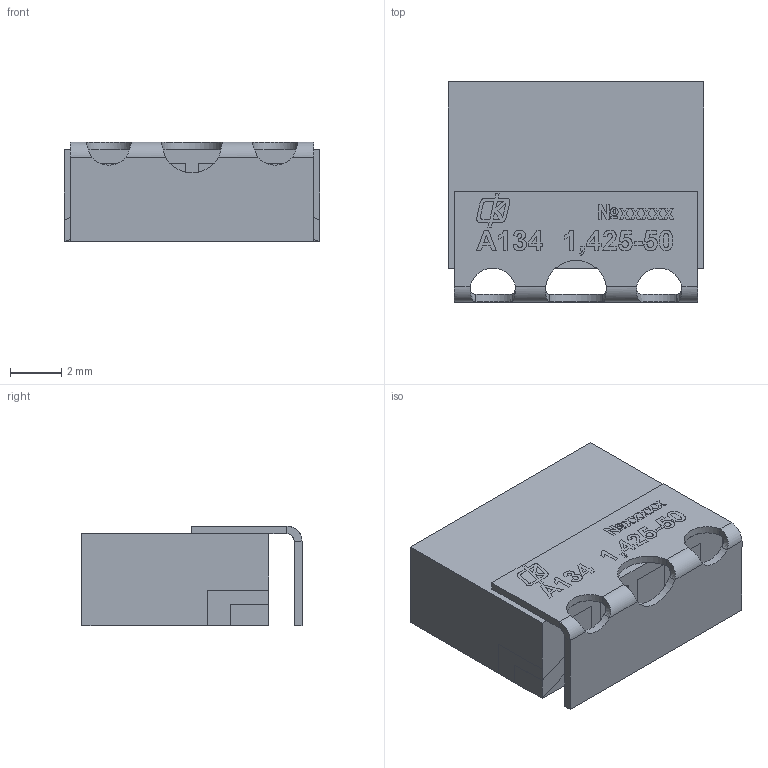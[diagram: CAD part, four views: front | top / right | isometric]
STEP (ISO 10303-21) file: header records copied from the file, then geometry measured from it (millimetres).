
FILE_DESCRIPTION(('STEP AP203'), '1');
FILE_NAME('ÍØÁÀ.434834.010-22_Ôèëüòð ÔÊÏ1-210-22-1,425-50', '', ('UNSPECIFIED'), ('UNSPECIFIED'), 'ASCON STEP Converter 1.6', 'ASCON Math Kernel', '');
FILE_SCHEMA(('CONFIG_CONTROL_DESIGN'));
Length unit declared in the file: millimetre
Products named in the file (1): НШБА.434834.010-22_Фильтр ФКП1-210-22-1,425-50
Bounding box: 10 x 8.6 x 3.9 mm (x, y, z)
Volume: 282.1 mm3; surface area: 358.4 mm2
Topology: 1 solids, 1 shells, 372 faces, 988 edges, 644 vertices
Faces by surface type: plane 277, bspline 74, cylinder 21
Entity records: 20583 total; most frequent: CARTESIAN_POINT 8925, ORIENTED_EDGE 1976, DIRECTION 1415, EDGE_CURVE 988, LINE 745, VECTOR 745, VERTEX_POINT 644, FACE_BOUND 404
